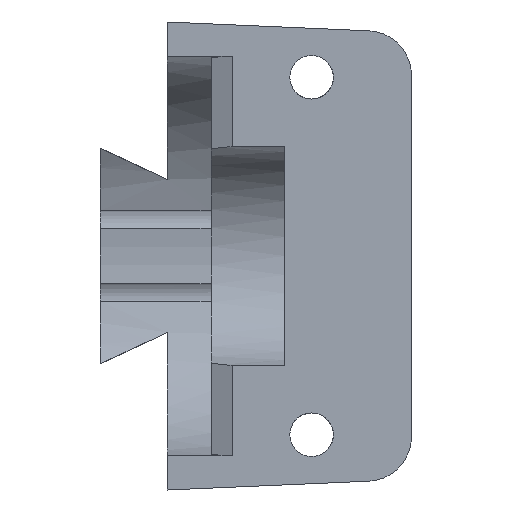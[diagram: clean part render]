
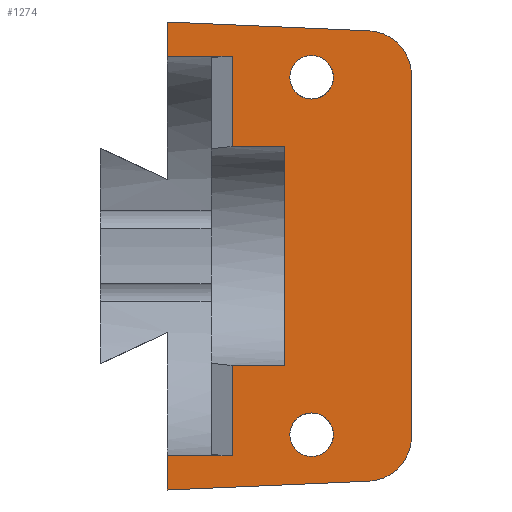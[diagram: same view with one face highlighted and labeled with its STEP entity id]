
A CAD part, left-side view. The second image highlights one B-rep face of the part: STEP entity #1274.
In plain terms, the highlighted planar face has unit normal (-1, 0, 0).
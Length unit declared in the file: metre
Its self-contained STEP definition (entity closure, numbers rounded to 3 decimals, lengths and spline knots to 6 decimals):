
#60=PLANE('',#1368);
#92=LINE('',#1858,#182);
#102=LINE('',#1894,#192);
#103=LINE('',#1897,#193);
#104=LINE('',#1899,#194);
#105=LINE('',#1901,#195);
#106=LINE('',#1903,#196);
#107=LINE('',#1905,#197);
#108=LINE('',#1907,#198);
#109=LINE('',#1911,#199);
#110=LINE('',#1915,#200);
#111=LINE('',#1917,#201);
#112=LINE('',#1918,#202);
#182=VECTOR('',#1505,1.);
#192=VECTOR('',#1529,1.);
#193=VECTOR('',#1530,1.);
#194=VECTOR('',#1531,1.);
#195=VECTOR('',#1532,1.);
#196=VECTOR('',#1533,1.);
#197=VECTOR('',#1534,1.);
#198=VECTOR('',#1535,1.);
#199=VECTOR('',#1538,1.);
#200=VECTOR('',#1541,1.);
#201=VECTOR('',#1542,1.);
#202=VECTOR('',#1543,1.);
#302=ORIENTED_EDGE('',*,*,#678,.F.);
#303=ORIENTED_EDGE('',*,*,#679,.F.);
#304=ORIENTED_EDGE('',*,*,#680,.T.);
#305=ORIENTED_EDGE('',*,*,#681,.F.);
#306=ORIENTED_EDGE('',*,*,#682,.T.);
#307=ORIENTED_EDGE('',*,*,#683,.T.);
#308=ORIENTED_EDGE('',*,*,#684,.F.);
#309=ORIENTED_EDGE('',*,*,#685,.F.);
#310=ORIENTED_EDGE('',*,*,#686,.F.);
#311=ORIENTED_EDGE('',*,*,#687,.T.);
#312=ORIENTED_EDGE('',*,*,#688,.T.);
#313=ORIENTED_EDGE('',*,*,#689,.T.);
#314=ORIENTED_EDGE('',*,*,#663,.F.);
#315=ORIENTED_EDGE('',*,*,#690,.T.);
#316=ORIENTED_EDGE('',*,*,#691,.F.);
#317=ORIENTED_EDGE('',*,*,#692,.T.);
#663=EDGE_CURVE('',#851,#846,#92,.T.);
#678=EDGE_CURVE('',#866,#867,#102,.F.);
#679=EDGE_CURVE('',#868,#866,#103,.T.);
#680=EDGE_CURVE('',#868,#869,#104,.F.);
#681=EDGE_CURVE('',#870,#869,#105,.T.);
#682=EDGE_CURVE('',#870,#871,#106,.T.);
#683=EDGE_CURVE('',#871,#872,#107,.T.);
#684=EDGE_CURVE('',#873,#872,#108,.T.);
#685=EDGE_CURVE('',#874,#873,#982,.T.);
#686=EDGE_CURVE('',#875,#874,#109,.T.);
#687=EDGE_CURVE('',#875,#876,#983,.T.);
#688=EDGE_CURVE('',#876,#877,#110,.T.);
#689=EDGE_CURVE('',#877,#846,#111,.T.);
#690=EDGE_CURVE('',#851,#867,#112,.T.);
#691=EDGE_CURVE('',#878,#878,#984,.T.);
#692=EDGE_CURVE('',#879,#879,#985,.T.);
#846=VERTEX_POINT('',#1847);
#851=VERTEX_POINT('',#1857);
#866=VERTEX_POINT('',#1895);
#867=VERTEX_POINT('',#1896);
#868=VERTEX_POINT('',#1898);
#869=VERTEX_POINT('',#1900);
#870=VERTEX_POINT('',#1902);
#871=VERTEX_POINT('',#1904);
#872=VERTEX_POINT('',#1906);
#873=VERTEX_POINT('',#1908);
#874=VERTEX_POINT('',#1910);
#875=VERTEX_POINT('',#1912);
#876=VERTEX_POINT('',#1914);
#877=VERTEX_POINT('',#1916);
#878=VERTEX_POINT('',#1920);
#879=VERTEX_POINT('',#1922);
#982=CIRCLE('',#1369,0.002);
#983=CIRCLE('',#1370,0.002);
#984=CIRCLE('',#1371,0.000975);
#985=CIRCLE('',#1372,0.000975);
#1038=EDGE_LOOP('',(#302,#303,#304,#305,#306,#307,#308,#309,#310,#311,#312,
#313,#314,#315));
#1039=EDGE_LOOP('',(#316));
#1040=EDGE_LOOP('',(#317));
#1142=FACE_BOUND('',#1038,.T.);
#1143=FACE_BOUND('',#1039,.T.);
#1144=FACE_BOUND('',#1040,.T.);
#1274=ADVANCED_FACE('',(#1142,#1143,#1144),#60,.T.);
#1368=AXIS2_PLACEMENT_3D('',#1893,#1527,#1528);
#1369=AXIS2_PLACEMENT_3D('',#1909,#1536,#1537);
#1370=AXIS2_PLACEMENT_3D('',#1913,#1539,#1540);
#1371=AXIS2_PLACEMENT_3D('',#1919,#1544,#1545);
#1372=AXIS2_PLACEMENT_3D('',#1921,#1546,#1547);
#1505=DIRECTION('',(0.,1.,0.));
#1527=DIRECTION('',(-1.,0.,0.));
#1528=DIRECTION('',(0.,0.,1.));
#1529=DIRECTION('',(0.,-1.,0.));
#1530=DIRECTION('',(0.,0.,1.));
#1531=DIRECTION('',(0.,-1.,0.));
#1532=DIRECTION('',(0.,0.,1.));
#1533=DIRECTION('',(0.,1.,0.));
#1534=DIRECTION('',(0.,0.,-1.));
#1535=DIRECTION('',(0.,0.999,-0.044));
#1536=DIRECTION('',(1.,0.,0.));
#1537=DIRECTION('',(0.,0.,-1.));
#1538=DIRECTION('',(0.,0.,-1.));
#1539=DIRECTION('',(-1.,0.,0.));
#1540=DIRECTION('',(0.,0.,1.));
#1541=DIRECTION('',(0.,0.999,0.044));
#1542=DIRECTION('',(0.,0.,-1.));
#1543=DIRECTION('',(0.,0.,-1.));
#1544=DIRECTION('',(-1.,0.,0.));
#1545=DIRECTION('',(0.,0.,1.));
#1546=DIRECTION('',(1.,0.,0.));
#1547=DIRECTION('',(0.,0.,-1.));
#1847=CARTESIAN_POINT('',(0.001,-0.00455,0.008944));
#1857=CARTESIAN_POINT('',(0.001,-0.007442,0.008944));
#1858=CARTESIAN_POINT('',(0.001,-0.011,0.008944));
#1893=CARTESIAN_POINT('',(0.001,-0.011,0.008));
#1894=CARTESIAN_POINT('',(0.001,-0.0065,0.004899));
#1895=CARTESIAN_POINT('',(0.001,-0.0098,0.004899));
#1896=CARTESIAN_POINT('',(0.001,-0.007442,0.004899));
#1897=CARTESIAN_POINT('',(0.001,-0.0098,-0.004899));
#1898=CARTESIAN_POINT('',(0.001,-0.0098,-0.004899));
#1899=CARTESIAN_POINT('',(0.001,-0.0065,-0.004899));
#1900=CARTESIAN_POINT('',(0.001,-0.007442,-0.004899));
#1901=CARTESIAN_POINT('',(0.001,-0.007442,-0.004899));
#1902=CARTESIAN_POINT('',(0.001,-0.007442,-0.008944));
#1903=CARTESIAN_POINT('',(0.001,-0.011,-0.008944));
#1904=CARTESIAN_POINT('',(0.001,-0.00455,-0.008944));
#1905=CARTESIAN_POINT('',(0.001,-0.00455,0.008));
#1906=CARTESIAN_POINT('',(0.001,-0.00455,-0.010477));
#1907=CARTESIAN_POINT('',(0.001,0.0095,-0.01109));
#1908=CARTESIAN_POINT('',(0.001,-0.013562,-0.010084));
#1909=CARTESIAN_POINT('',(0.001,-0.013475,-0.008085));
#1910=CARTESIAN_POINT('',(0.001,-0.015475,-0.008085));
#1911=CARTESIAN_POINT('',(0.001,-0.015475,0.01));
#1912=CARTESIAN_POINT('',(0.001,-0.015475,0.008085));
#1913=CARTESIAN_POINT('',(0.001,-0.013475,0.008085));
#1914=CARTESIAN_POINT('',(0.001,-0.013562,0.010084));
#1915=CARTESIAN_POINT('',(0.001,0.0095,0.01109));
#1916=CARTESIAN_POINT('',(0.001,-0.00455,0.010477));
#1917=CARTESIAN_POINT('',(0.001,-0.00455,0.008));
#1918=CARTESIAN_POINT('',(0.001,-0.007442,0.004899));
#1919=CARTESIAN_POINT('',(0.001,-0.011,0.008));
#1920=CARTESIAN_POINT('',(0.001,-0.011,0.008975));
#1921=CARTESIAN_POINT('',(0.001,-0.011,-0.008));
#1922=CARTESIAN_POINT('',(0.001,-0.011,-0.008975));
